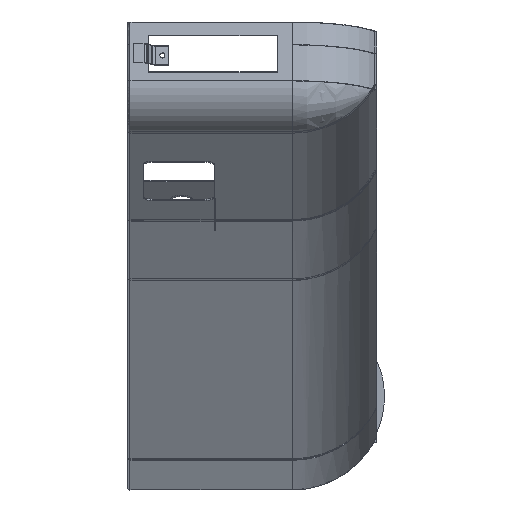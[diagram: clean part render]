
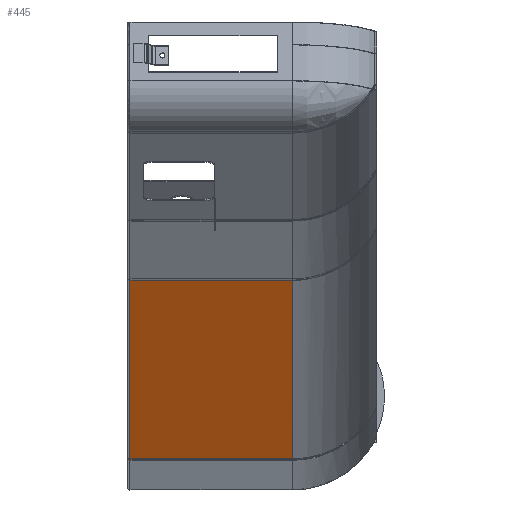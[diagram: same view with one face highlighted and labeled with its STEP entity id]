
A CAD part, left-side view. The second image highlights one B-rep face of the part: STEP entity #445.
In plain terms, the highlighted planar face has unit normal (-0.175, 0, -0.985).
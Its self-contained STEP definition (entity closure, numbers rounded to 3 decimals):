
#445 = ADVANCED_FACE( '', ( #1135 ), #1136, .F. );
#1135 = FACE_OUTER_BOUND( '', #2169, .T. );
#1136 = PLANE( '', #2170 );
#2169 = EDGE_LOOP( '', ( #5380, #5381, #5382, #5383, #5384, #5385 ) );
#2170 = AXIS2_PLACEMENT_3D( '', #5386, #5387, #5388 );
#5380 = ORIENTED_EDGE( '', *, *, #8013, .T. );
#5381 = ORIENTED_EDGE( '', *, *, #8014, .T. );
#5382 = ORIENTED_EDGE( '', *, *, #8015, .F. );
#5383 = ORIENTED_EDGE( '', *, *, #8016, .T. );
#5384 = ORIENTED_EDGE( '', *, *, #8017, .F. );
#5385 = ORIENTED_EDGE( '', *, *, #8018, .F. );
#5386 = CARTESIAN_POINT( '', ( -281.892, 267.862, -23.803 ) );
#5387 = DIRECTION( '', ( 0.175, 0., 0.984 ) );
#5388 = DIRECTION( '', ( 0.984, 0., -0.175 ) );
#8013 = EDGE_CURVE( '', #9281, #9282, #9283, .T. );
#8014 = EDGE_CURVE( '', #9282, #9284, #9285, .T. );
#8015 = EDGE_CURVE( '', #9286, #9284, #9287, .T. );
#8016 = EDGE_CURVE( '', #9286, #9288, #9289, .T. );
#8017 = EDGE_CURVE( '', #9290, #9288, #9291, .T. );
#8018 = EDGE_CURVE( '', #9281, #9290, #9292, .F. );
#9281 = VERTEX_POINT( '', #11132 );
#9282 = VERTEX_POINT( '', #11133 );
#9283 = B_SPLINE_CURVE_WITH_KNOTS( '', 1, ( #11134, #11135 ), .UNSPECIFIED., .F., .F., ( 2, 2 ), ( 0., 0.78 ), .UNSPECIFIED. );
#9284 = VERTEX_POINT( '', #11136 );
#9285 = LINE( '', #11137, #11138 );
#9286 = VERTEX_POINT( '', #11139 );
#9287 = LINE( '', #11140, #11141 );
#9288 = VERTEX_POINT( '', #11142 );
#9289 = LINE( '', #11143, #11144 );
#9290 = VERTEX_POINT( '', #11145 );
#9291 = LINE( '', #11146, #11147 );
#9292 = LINE( '', #11148, #11149 );
#11132 = CARTESIAN_POINT( '', ( -289.276, 267.862, -22.488 ) );
#11133 = CARTESIAN_POINT( '', ( -277.797, 267.862, -24.533 ) );
#11134 = CARTESIAN_POINT( '', ( -289.276, 267.862, -22.488 ) );
#11135 = CARTESIAN_POINT( '', ( -277.797, 267.862, -24.533 ) );
#11136 = CARTESIAN_POINT( '', ( -277.797, 91.408, -24.533 ) );
#11137 = CARTESIAN_POINT( '', ( -277.797, 267.862, -24.533 ) );
#11138 = VECTOR( '', #13750, 1000. );
#11139 = CARTESIAN_POINT( '', ( -1372.165, 91.408, 170.44 ) );
#11140 = CARTESIAN_POINT( '', ( -267.154, 91.408, -26.429 ) );
#11141 = VECTOR( '', #13751, 1000. );
#11142 = CARTESIAN_POINT( '', ( -1372.165, 267.862, 170.44 ) );
#11143 = CARTESIAN_POINT( '', ( -1372.165, 267.862, 170.44 ) );
#11144 = VECTOR( '', #13752, 1000. );
#11145 = CARTESIAN_POINT( '', ( -1245.512, 267.862, 147.876 ) );
#11146 = CARTESIAN_POINT( '', ( -1245.512, 267.862, 147.876 ) );
#11147 = VECTOR( '', #13753, 1000. );
#11148 = CARTESIAN_POINT( '', ( -281.892, 267.862, -23.803 ) );
#11149 = VECTOR( '', #13754, 1000. );
#13750 = DIRECTION( '', ( 0., -1., 0. ) );
#13751 = DIRECTION( '', ( 0.984, 0., -0.175 ) );
#13752 = DIRECTION( '', ( 0., 1., 0. ) );
#13753 = DIRECTION( '', ( -0.984, 0., 0.175 ) );
#13754 = DIRECTION( '', ( 0.984, 0., -0.175 ) );
